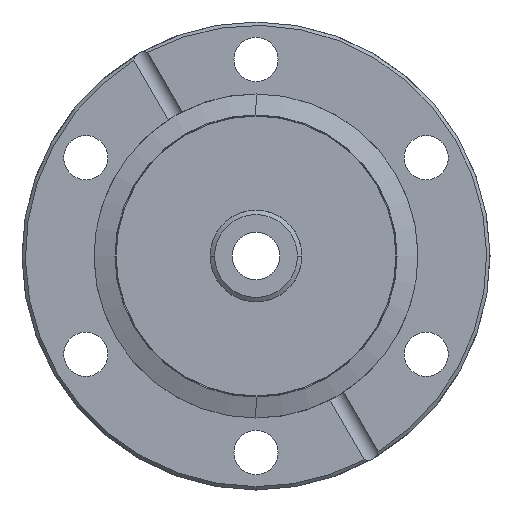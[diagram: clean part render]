
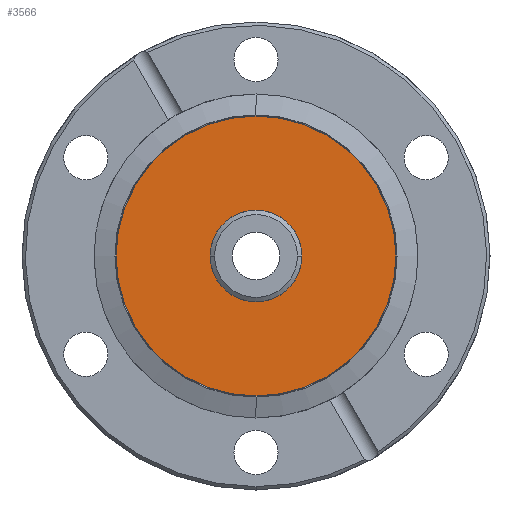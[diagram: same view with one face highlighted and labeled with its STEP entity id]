
A CAD part, left-side view. The second image highlights one B-rep face of the part: STEP entity #3566.
In plain terms, the highlighted planar face has unit normal (-1, 0, 0).
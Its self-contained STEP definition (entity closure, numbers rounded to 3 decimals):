
#5 = EDGE_CURVE ( 'NONE', #4676, #4106, #2880, .T. ) ;
#138 = EDGE_CURVE ( 'NONE', #2962, #3610, #4310, .T. ) ;
#173 = AXIS2_PLACEMENT_3D ( 'NONE', #4210, #4247, #4265 ) ;
#186 = AXIS2_PLACEMENT_3D ( 'NONE', #4526, #4507, #4441 ) ;
#256 = FACE_BOUND ( 'NONE', #1108, .T. ) ;
#331 = DIRECTION ( 'NONE',  ( 0., 0., 1. ) ) ;
#361 = DIRECTION ( 'NONE',  ( -1., 0., 0. ) ) ;
#391 = CARTESIAN_POINT ( 'NONE',  ( 1.2, 0., 0. ) ) ;
#392 = CARTESIAN_POINT ( 'NONE',  ( 1.2, 0., -6.86 ) ) ;
#1054 = AXIS2_PLACEMENT_3D ( 'NONE', #1879, #1859, #2050 ) ;
#1108 = EDGE_LOOP ( 'NONE', ( #1503, #2101 ) ) ;
#1172 = PLANE ( 'NONE',  #2879 ) ;
#1503 = ORIENTED_EDGE ( 'NONE', *, *, #3709, .F. ) ;
#1859 = DIRECTION ( 'NONE',  ( -1., 0., 0. ) ) ;
#1879 = CARTESIAN_POINT ( 'NONE',  ( 1.2, 0., 0. ) ) ;
#1907 = CARTESIAN_POINT ( 'NONE',  ( 1.2, 0., 6.86 ) ) ;
#2033 = ORIENTED_EDGE ( 'NONE', *, *, #4044, .T. ) ;
#2050 = DIRECTION ( 'NONE',  ( 0., 0., 1. ) ) ;
#2101 = ORIENTED_EDGE ( 'NONE', *, *, #5, .F. ) ;
#2155 = CARTESIAN_POINT ( 'NONE',  ( 1.2, 0., 20.898 ) ) ;
#2206 = ORIENTED_EDGE ( 'NONE', *, *, #138, .T. ) ;
#2473 = CARTESIAN_POINT ( 'NONE',  ( 1.2, 0., -20.898 ) ) ;
#2656 = AXIS2_PLACEMENT_3D ( 'NONE', #3365, #3392, #3410 ) ;
#2879 = AXIS2_PLACEMENT_3D ( 'NONE', #391, #361, #331 ) ;
#2880 = CIRCLE ( 'NONE', #2656, 6.86 ) ;
#2962 = VERTEX_POINT ( 'NONE', #2473 ) ;
#3089 = EDGE_LOOP ( 'NONE', ( #2033, #2206 ) ) ;
#3226 = FACE_OUTER_BOUND ( 'NONE', #3089, .T. ) ;
#3365 = CARTESIAN_POINT ( 'NONE',  ( 1.2, 0., 0. ) ) ;
#3392 = DIRECTION ( 'NONE',  ( -1., 0., 0. ) ) ;
#3410 = DIRECTION ( 'NONE',  ( 0., 0., 1. ) ) ;
#3566 = ADVANCED_FACE ( 'NONE', ( #256, #3226 ), #1172, .T. ) ;
#3610 = VERTEX_POINT ( 'NONE', #2155 ) ;
#3669 = CIRCLE ( 'NONE', #1054, 20.898 ) ;
#3709 = EDGE_CURVE ( 'NONE', #4106, #4676, #4846, .T. ) ;
#4044 = EDGE_CURVE ( 'NONE', #3610, #2962, #3669, .T. ) ;
#4106 = VERTEX_POINT ( 'NONE', #1907 ) ;
#4210 = CARTESIAN_POINT ( 'NONE',  ( 1.2, 0., 0. ) ) ;
#4247 = DIRECTION ( 'NONE',  ( -1., 0., 0. ) ) ;
#4265 = DIRECTION ( 'NONE',  ( 0., 0., 1. ) ) ;
#4310 = CIRCLE ( 'NONE', #173, 20.898 ) ;
#4441 = DIRECTION ( 'NONE',  ( 0., 0., 1. ) ) ;
#4507 = DIRECTION ( 'NONE',  ( -1., 0., 0. ) ) ;
#4526 = CARTESIAN_POINT ( 'NONE',  ( 1.2, 0., 0. ) ) ;
#4676 = VERTEX_POINT ( 'NONE', #392 ) ;
#4846 = CIRCLE ( 'NONE', #186, 6.86 ) ;
